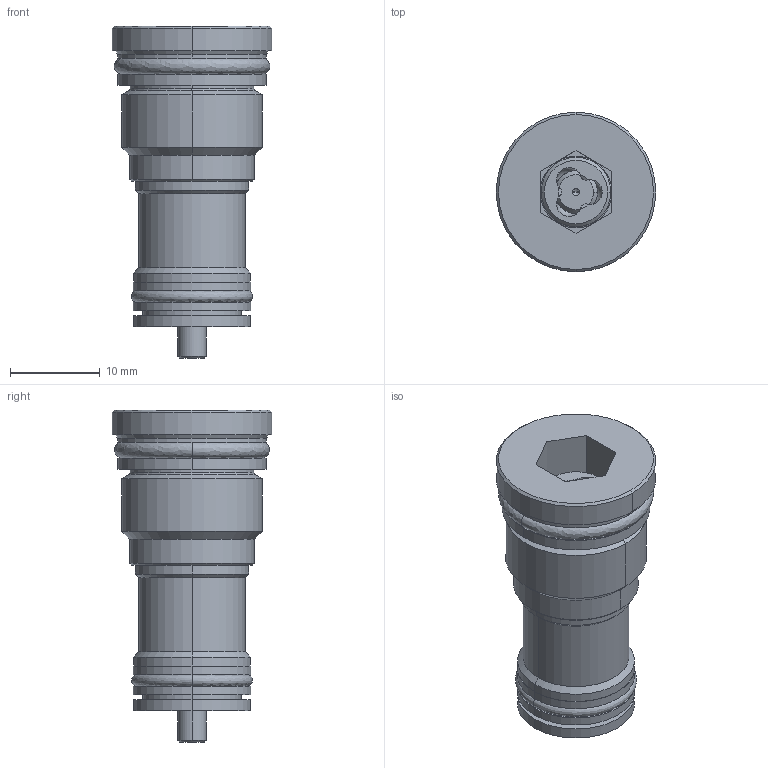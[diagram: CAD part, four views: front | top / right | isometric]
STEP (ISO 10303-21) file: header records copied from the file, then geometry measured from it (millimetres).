
FILE_DESCRIPTION((''),'2;1');
FILE_NAME('CDAP-MCN_PRT','2009-08-22T',('Administrator'),(''),'PRO/ENGINEER BY PARAMETRIC TECHNOLOGY CORPORATION, 2006240','PRO/ENGINEER BY PARAMETRIC TECHNOLOGY CORPORATION, 2006240','');
FILE_SCHEMA(('CONFIG_CONTROL_DESIGN'));
Length unit declared in the file: inch
Products named in the file (1): CDAP-MCN_PRT
Bounding box: 17.81 x 17.81 x 37.06 mm (x, y, z)
Volume: 4962 mm3; surface area: 3305.8 mm2
Topology: 3 solids, 3 shells, 126 faces, 277 edges, 164 vertices
Faces by surface type: cylinder 42, cone 28, plane 27, torus 16, revolution 8, sphere 5
Entity records: 4001 total; most frequent: CARTESIAN_POINT 1152, DIRECTION 632, ORIENTED_EDGE 546, EDGE_CURVE 273, AXIS2_PLACEMENT_3D 265, VERTEX_POINT 164, CIRCLE 147, EDGE_LOOP 141
